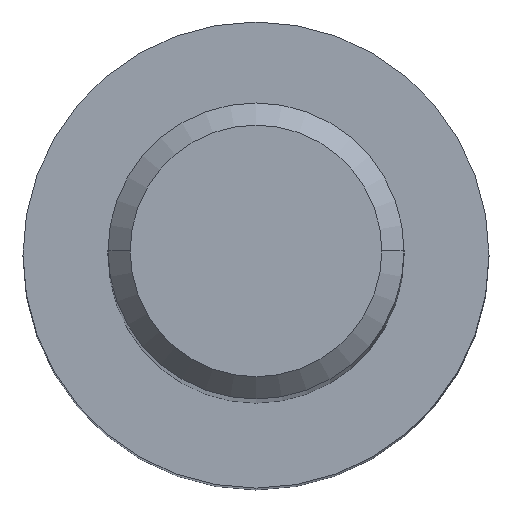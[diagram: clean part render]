
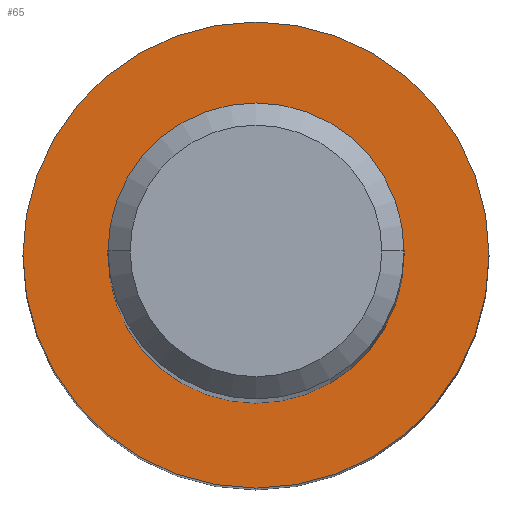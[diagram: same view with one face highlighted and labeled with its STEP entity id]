
A CAD part, top view. The second image highlights one B-rep face of the part: STEP entity #65.
In plain terms, the highlighted planar face has unit normal (0, 0, 1).
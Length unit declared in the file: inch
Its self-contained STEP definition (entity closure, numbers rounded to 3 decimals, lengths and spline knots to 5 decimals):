
#12 = EDGE_CURVE ( 'NONE', #334, #317, #76, .T. ) ;
#25 = ORIENTED_EDGE ( 'NONE', *, *, #12, .T. ) ;
#43 = CARTESIAN_POINT ( 'NONE',  ( 0.0984, 0., -1. ) ) ;
#54 = AXIS2_PLACEMENT_3D ( 'NONE', #269, #85, #110 ) ;
#61 = CARTESIAN_POINT ( 'NONE',  ( 0., 0., -1. ) ) ;
#65 = ADVANCED_FACE ( 'NONE', ( #134 ), #212, .F. ) ;
#72 = DIRECTION ( 'NONE',  ( -1., 0., 0. ) ) ;
#76 = CIRCLE ( 'NONE', #54, 0.0984 ) ;
#85 = DIRECTION ( 'NONE',  ( 0., 0., 1. ) ) ;
#110 = DIRECTION ( 'NONE',  ( 1., 0., 0. ) ) ;
#134 = FACE_OUTER_BOUND ( 'NONE', #255, .T. ) ;
#137 = ORIENTED_EDGE ( 'NONE', *, *, #318, .T. ) ;
#140 = CIRCLE ( 'NONE', #158, 0.0984 ) ;
#145 = DIRECTION ( 'NONE',  ( 1., 0., 0. ) ) ;
#158 = AXIS2_PLACEMENT_3D ( 'NONE', #174, #194, #145 ) ;
#170 = CARTESIAN_POINT ( 'NONE',  ( -0.0984, 0., -1. ) ) ;
#174 = CARTESIAN_POINT ( 'NONE',  ( 0., 0., -1. ) ) ;
#194 = DIRECTION ( 'NONE',  ( 0., 0., 1. ) ) ;
#212 = PLANE ( 'NONE',  #325 ) ;
#255 = EDGE_LOOP ( 'NONE', ( #137, #25 ) ) ;
#269 = CARTESIAN_POINT ( 'NONE',  ( 0., 0., -1. ) ) ;
#293 = DIRECTION ( 'NONE',  ( 0., 0., -1. ) ) ;
#317 = VERTEX_POINT ( 'NONE', #43 ) ;
#318 = EDGE_CURVE ( 'NONE', #317, #334, #140, .T. ) ;
#325 = AXIS2_PLACEMENT_3D ( 'NONE', #61, #293, #72 ) ;
#334 = VERTEX_POINT ( 'NONE', #170 ) ;
